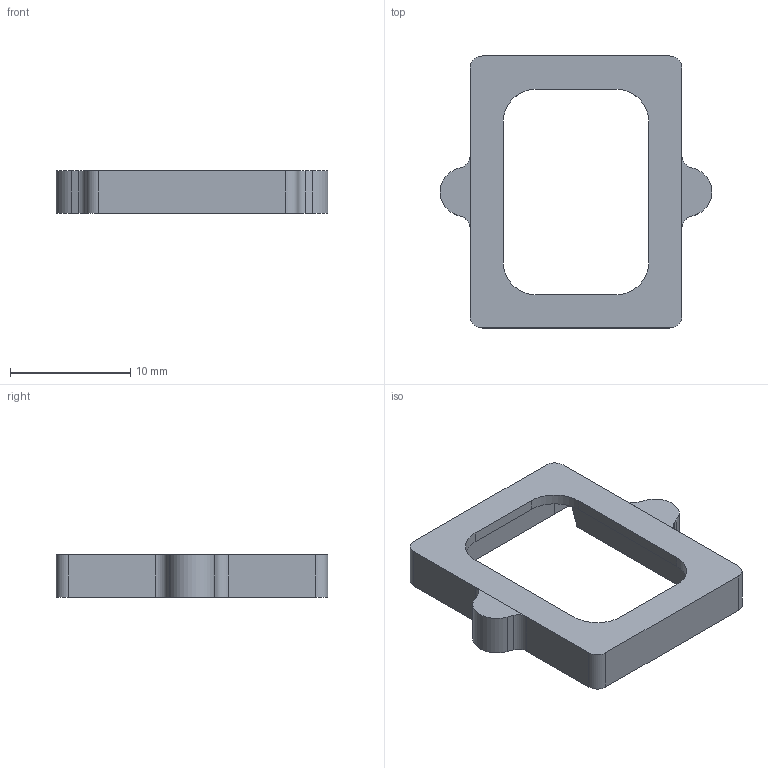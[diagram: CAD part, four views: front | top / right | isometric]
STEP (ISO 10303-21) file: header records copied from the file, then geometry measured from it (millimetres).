
FILE_DESCRIPTION(/* description */ (''),/* implementation_level */ '2;1');
FILE_NAME(/* name */ 'AS01808AO-pcb-holder.step',/* time_stamp */ '2022-11-22T20:16:54-08:00',/* author */ (''),/* organization */ (''),/* preprocessor_version */ 'ST-DEVELOPER v19.2',/* originating_system */ 'Autodesk Translation Framework v11.17.0.187',/* authorisation */ '');
FILE_SCHEMA (('AUTOMOTIVE_DESIGN { 1 0 10303 214 3 1 1 }'));
Length unit declared in the file: millimetre
Products named in the file (1): AS01 PCB Holder
Bounding box: 22.6 x 22.6 x 3.5 mm (x, y, z)
Volume: 591 mm3; surface area: 949.3 mm2
Topology: 1 solids, 1 shells, 46 faces, 124 edges, 82 vertices
Faces by surface type: plane 30, cylinder 16
Full cylindrical faces by diameter (mm): 1.35 x2
Entity records: 1481 total; most frequent: CARTESIAN_POINT 253, DIRECTION 250, ORIENTED_EDGE 248, EDGE_CURVE 124, LINE 92, VECTOR 92, VERTEX_POINT 82, AXIS2_PLACEMENT_3D 79
